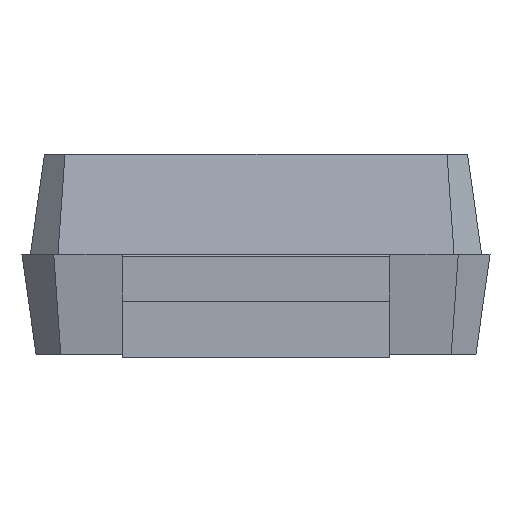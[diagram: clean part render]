
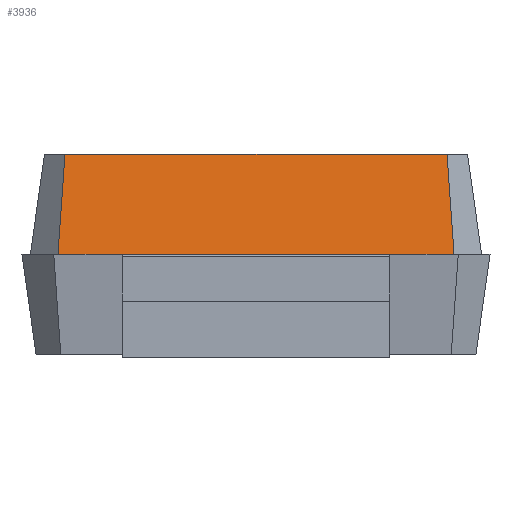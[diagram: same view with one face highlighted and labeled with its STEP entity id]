
A CAD part, left-side view. The second image highlights one B-rep face of the part: STEP entity #3936.
In plain terms, the highlighted free-form (B-spline) face has degree [1, 1] with [2, 2] control points.
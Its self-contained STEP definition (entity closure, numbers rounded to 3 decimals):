
#2330 = B_SPLINE_SURFACE_WITH_KNOTS('',1,1,(
    (#2331,#2332)
    ,(#2333,#2334
    )),.UNSPECIFIED.,.F.,.F.,.F.,(2,2),(2,2),(0.,1.21),(0.,1.),
  .PIECEWISE_BEZIER_KNOTS.);
#2331 = CARTESIAN_POINT('',(-1.,-0.605,0.311));
#2332 = CARTESIAN_POINT('',(-0.975,-0.593,0.311));
#2333 = CARTESIAN_POINT('',(-1.,0.605,0.311));
#2334 = CARTESIAN_POINT('',(-0.975,0.593,0.311));
#2494 = B_SPLINE_SURFACE_WITH_KNOTS('',1,1,(
    (#2495,#2496)
    ,(#2497,#2498
    )),.UNSPECIFIED.,.F.,.F.,.F.,(2,2),(2,2),(0.,1.21),(0.,1.),
  .PIECEWISE_BEZIER_KNOTS.);
#2495 = CARTESIAN_POINT('',(-1.,-0.605,0.311));
#2496 = CARTESIAN_POINT('',(-0.975,-0.593,0.311));
#2497 = CARTESIAN_POINT('',(-1.,0.605,0.311));
#2498 = CARTESIAN_POINT('',(-0.975,0.593,0.311));
#2819 = PLANE('',#2820);
#2820 = AXIS2_PLACEMENT_3D('',#2821,#2822,#2823);
#2821 = CARTESIAN_POINT('',(-0.933,-0.571,0.61));
#2822 = DIRECTION('',(0.,0.,-1.));
#2823 = DIRECTION('',(0.853,0.522,0.));
#2855 = VERTEX_POINT('',#2856);
#2856 = CARTESIAN_POINT('',(-0.975,-0.593,0.311));
#2878 = VERTEX_POINT('',#2879);
#2879 = CARTESIAN_POINT('',(-0.975,-0.4,0.311));
#2893 = PLANE('',#2894);
#2894 = AXIS2_PLACEMENT_3D('',#2895,#2896,#2897);
#2895 = CARTESIAN_POINT('',(-1.,-0.4,0.311));
#2896 = DIRECTION('',(0.,0.,-1.));
#2897 = DIRECTION('',(1.,0.,0.));
#2905 = EDGE_CURVE('',#2855,#2878,#2906,.T.);
#2906 = SURFACE_CURVE('',#2907,(#2911,#2917),.PCURVE_S1.);
#2907 = LINE('',#2908,#2909);
#2908 = CARTESIAN_POINT('',(-0.975,-0.593,0.311));
#2909 = VECTOR('',#2910,1.);
#2910 = DIRECTION('',(0.,1.,0.));
#2911 = PCURVE('',#2330,#2912);
#2912 = DEFINITIONAL_REPRESENTATION('',(#2913),#2916);
#2913 = B_SPLINE_CURVE_WITH_KNOTS('',1,(#2914,#2915),.UNSPECIFIED.,.F.,
  .F.,(2,2),(0.,1.185),.PIECEWISE_BEZIER_KNOTS.);
#2914 = CARTESIAN_POINT('',(0.,1.));
#2915 = CARTESIAN_POINT('',(1.21,1.));
#2916 = ( GEOMETRIC_REPRESENTATION_CONTEXT(2) 
PARAMETRIC_REPRESENTATION_CONTEXT() REPRESENTATION_CONTEXT('2D SPACE',''
  ) );
#2917 = PCURVE('',#2918,#2923);
#2918 = B_SPLINE_SURFACE_WITH_KNOTS('',1,1,(
    (#2919,#2920)
    ,(#2921,#2922
    )),.UNSPECIFIED.,.F.,.F.,.F.,(2,2),(2,2),(0.,1.185),(0.,1.),
  .PIECEWISE_BEZIER_KNOTS.);
#2919 = CARTESIAN_POINT('',(-0.975,-0.593,0.311));
#2920 = CARTESIAN_POINT('',(-0.933,-0.571,0.61));
#2921 = CARTESIAN_POINT('',(-0.975,0.593,0.311));
#2922 = CARTESIAN_POINT('',(-0.933,0.571,0.61));
#2923 = DEFINITIONAL_REPRESENTATION('',(#2924),#2928);
#2924 = LINE('',#2925,#2926);
#2925 = CARTESIAN_POINT('',(0.,0.));
#2926 = VECTOR('',#2927,1.);
#2927 = DIRECTION('',(1.,0.));
#2928 = ( GEOMETRIC_REPRESENTATION_CONTEXT(2) 
PARAMETRIC_REPRESENTATION_CONTEXT() REPRESENTATION_CONTEXT('2D SPACE',''
  ) );
#3384 = VERTEX_POINT('',#3385);
#3385 = CARTESIAN_POINT('',(-0.975,0.4,0.311));
#3408 = VERTEX_POINT('',#3409);
#3409 = CARTESIAN_POINT('',(-0.975,0.593,0.311));
#3429 = EDGE_CURVE('',#3384,#3408,#3430,.T.);
#3430 = SURFACE_CURVE('',#3431,(#3435,#3441),.PCURVE_S1.);
#3431 = LINE('',#3432,#3433);
#3432 = CARTESIAN_POINT('',(-0.975,-0.593,0.311));
#3433 = VECTOR('',#3434,1.);
#3434 = DIRECTION('',(0.,1.,0.));
#3435 = PCURVE('',#2494,#3436);
#3436 = DEFINITIONAL_REPRESENTATION('',(#3437),#3440);
#3437 = B_SPLINE_CURVE_WITH_KNOTS('',1,(#3438,#3439),.UNSPECIFIED.,.F.,
  .F.,(2,2),(0.,1.185),.PIECEWISE_BEZIER_KNOTS.);
#3438 = CARTESIAN_POINT('',(0.,1.));
#3439 = CARTESIAN_POINT('',(1.21,1.));
#3440 = ( GEOMETRIC_REPRESENTATION_CONTEXT(2) 
PARAMETRIC_REPRESENTATION_CONTEXT() REPRESENTATION_CONTEXT('2D SPACE',''
  ) );
#3441 = PCURVE('',#2918,#3442);
#3442 = DEFINITIONAL_REPRESENTATION('',(#3443),#3447);
#3443 = LINE('',#3444,#3445);
#3444 = CARTESIAN_POINT('',(0.,0.));
#3445 = VECTOR('',#3446,1.);
#3446 = DIRECTION('',(1.,0.));
#3447 = ( GEOMETRIC_REPRESENTATION_CONTEXT(2) 
PARAMETRIC_REPRESENTATION_CONTEXT() REPRESENTATION_CONTEXT('2D SPACE',''
  ) );
#3488 = B_SPLINE_SURFACE_WITH_KNOTS('',1,1,(
    (#3489,#3490)
    ,(#3491,#3492
    )),.UNSPECIFIED.,.F.,.F.,.F.,(2,2),(2,2),(0.,0.117),(0.,1.)
  ,.PIECEWISE_BEZIER_KNOTS.);
#3489 = CARTESIAN_POINT('',(-0.975,0.593,0.311));
#3490 = CARTESIAN_POINT('',(-0.933,0.571,0.61));
#3491 = CARTESIAN_POINT('',(-0.893,0.675,0.311));
#3492 = CARTESIAN_POINT('',(-0.871,0.633,0.61));
#3602 = B_SPLINE_SURFACE_WITH_KNOTS('',1,1,(
    (#3603,#3604)
    ,(#3605,#3606
    )),.UNSPECIFIED.,.F.,.F.,.F.,(2,2),(2,2),(0.,0.117),(0.,1.)
  ,.PIECEWISE_BEZIER_KNOTS.);
#3603 = CARTESIAN_POINT('',(-0.893,-0.675,0.311));
#3604 = CARTESIAN_POINT('',(-0.871,-0.633,0.61));
#3605 = CARTESIAN_POINT('',(-0.975,-0.593,0.311));
#3606 = CARTESIAN_POINT('',(-0.933,-0.571,0.61));
#3712 = EDGE_CURVE('',#3713,#3715,#3717,.T.);
#3713 = VERTEX_POINT('',#3714);
#3714 = CARTESIAN_POINT('',(-0.933,-0.571,0.61));
#3715 = VERTEX_POINT('',#3716);
#3716 = CARTESIAN_POINT('',(-0.933,0.571,0.61));
#3717 = SURFACE_CURVE('',#3718,(#3722,#3729),.PCURVE_S1.);
#3718 = LINE('',#3719,#3720);
#3719 = CARTESIAN_POINT('',(-0.933,-0.571,0.61));
#3720 = VECTOR('',#3721,1.);
#3721 = DIRECTION('',(0.,1.,0.));
#3722 = PCURVE('',#2819,#3723);
#3723 = DEFINITIONAL_REPRESENTATION('',(#3724),#3728);
#3724 = LINE('',#3725,#3726);
#3725 = CARTESIAN_POINT('',(0.,0.));
#3726 = VECTOR('',#3727,1.);
#3727 = DIRECTION('',(0.522,-0.853));
#3728 = ( GEOMETRIC_REPRESENTATION_CONTEXT(2) 
PARAMETRIC_REPRESENTATION_CONTEXT() REPRESENTATION_CONTEXT('2D SPACE',''
  ) );
#3729 = PCURVE('',#2918,#3730);
#3730 = DEFINITIONAL_REPRESENTATION('',(#3731),#3734);
#3731 = B_SPLINE_CURVE_WITH_KNOTS('',1,(#3732,#3733),.UNSPECIFIED.,.F.,
  .F.,(2,2),(0.,1.143),.PIECEWISE_BEZIER_KNOTS.);
#3732 = CARTESIAN_POINT('',(0.,1.));
#3733 = CARTESIAN_POINT('',(1.185,1.));
#3734 = ( GEOMETRIC_REPRESENTATION_CONTEXT(2) 
PARAMETRIC_REPRESENTATION_CONTEXT() REPRESENTATION_CONTEXT('2D SPACE',''
  ) );
#3936 = ADVANCED_FACE('',(#3937),#2918,.F.);
#3937 = FACE_BOUND('',#3938,.F.);
#3938 = EDGE_LOOP('',(#3939,#3940,#3961,#3962,#3982,#3983));
#3939 = ORIENTED_EDGE('',*,*,#2905,.T.);
#3940 = ORIENTED_EDGE('',*,*,#3941,.T.);
#3941 = EDGE_CURVE('',#2878,#3384,#3942,.T.);
#3942 = SURFACE_CURVE('',#3943,(#3947,#3954),.PCURVE_S1.);
#3943 = LINE('',#3944,#3945);
#3944 = CARTESIAN_POINT('',(-0.975,-0.593,0.311));
#3945 = VECTOR('',#3946,1.);
#3946 = DIRECTION('',(0.,1.,0.));
#3947 = PCURVE('',#2918,#3948);
#3948 = DEFINITIONAL_REPRESENTATION('',(#3949),#3953);
#3949 = LINE('',#3950,#3951);
#3950 = CARTESIAN_POINT('',(0.,0.));
#3951 = VECTOR('',#3952,1.);
#3952 = DIRECTION('',(1.,0.));
#3953 = ( GEOMETRIC_REPRESENTATION_CONTEXT(2) 
PARAMETRIC_REPRESENTATION_CONTEXT() REPRESENTATION_CONTEXT('2D SPACE',''
  ) );
#3954 = PCURVE('',#2893,#3955);
#3955 = DEFINITIONAL_REPRESENTATION('',(#3956),#3960);
#3956 = LINE('',#3957,#3958);
#3957 = CARTESIAN_POINT('',(0.025,0.193));
#3958 = VECTOR('',#3959,1.);
#3959 = DIRECTION('',(0.,-1.));
#3960 = ( GEOMETRIC_REPRESENTATION_CONTEXT(2) 
PARAMETRIC_REPRESENTATION_CONTEXT() REPRESENTATION_CONTEXT('2D SPACE',''
  ) );
#3961 = ORIENTED_EDGE('',*,*,#3429,.T.);
#3962 = ORIENTED_EDGE('',*,*,#3963,.T.);
#3963 = EDGE_CURVE('',#3408,#3715,#3964,.T.);
#3964 = SURFACE_CURVE('',#3965,(#3968,#3975),.PCURVE_S1.);
#3965 = B_SPLINE_CURVE_WITH_KNOTS('',1,(#3966,#3967),.UNSPECIFIED.,.F.,
  .F.,(2,2),(0.,1.),.PIECEWISE_BEZIER_KNOTS.);
#3966 = CARTESIAN_POINT('',(-0.975,0.593,0.311));
#3967 = CARTESIAN_POINT('',(-0.933,0.571,0.61));
#3968 = PCURVE('',#2918,#3969);
#3969 = DEFINITIONAL_REPRESENTATION('',(#3970),#3974);
#3970 = LINE('',#3971,#3972);
#3971 = CARTESIAN_POINT('',(1.185,0.));
#3972 = VECTOR('',#3973,1.);
#3973 = DIRECTION('',(0.,1.));
#3974 = ( GEOMETRIC_REPRESENTATION_CONTEXT(2) 
PARAMETRIC_REPRESENTATION_CONTEXT() REPRESENTATION_CONTEXT('2D SPACE',''
  ) );
#3975 = PCURVE('',#3488,#3976);
#3976 = DEFINITIONAL_REPRESENTATION('',(#3977),#3981);
#3977 = LINE('',#3978,#3979);
#3978 = CARTESIAN_POINT('',(0.,0.));
#3979 = VECTOR('',#3980,1.);
#3980 = DIRECTION('',(0.,1.));
#3981 = ( GEOMETRIC_REPRESENTATION_CONTEXT(2) 
PARAMETRIC_REPRESENTATION_CONTEXT() REPRESENTATION_CONTEXT('2D SPACE',''
  ) );
#3982 = ORIENTED_EDGE('',*,*,#3712,.F.);
#3983 = ORIENTED_EDGE('',*,*,#3984,.F.);
#3984 = EDGE_CURVE('',#2855,#3713,#3985,.T.);
#3985 = SURFACE_CURVE('',#3986,(#3989,#3996),.PCURVE_S1.);
#3986 = B_SPLINE_CURVE_WITH_KNOTS('',1,(#3987,#3988),.UNSPECIFIED.,.F.,
  .F.,(2,2),(0.,1.),.PIECEWISE_BEZIER_KNOTS.);
#3987 = CARTESIAN_POINT('',(-0.975,-0.593,0.311));
#3988 = CARTESIAN_POINT('',(-0.933,-0.571,0.61));
#3989 = PCURVE('',#2918,#3990);
#3990 = DEFINITIONAL_REPRESENTATION('',(#3991),#3995);
#3991 = LINE('',#3992,#3993);
#3992 = CARTESIAN_POINT('',(0.,0.));
#3993 = VECTOR('',#3994,1.);
#3994 = DIRECTION('',(0.,1.));
#3995 = ( GEOMETRIC_REPRESENTATION_CONTEXT(2) 
PARAMETRIC_REPRESENTATION_CONTEXT() REPRESENTATION_CONTEXT('2D SPACE',''
  ) );
#3996 = PCURVE('',#3602,#3997);
#3997 = DEFINITIONAL_REPRESENTATION('',(#3998),#4002);
#3998 = LINE('',#3999,#4000);
#3999 = CARTESIAN_POINT('',(0.117,0.));
#4000 = VECTOR('',#4001,1.);
#4001 = DIRECTION('',(0.,1.));
#4002 = ( GEOMETRIC_REPRESENTATION_CONTEXT(2) 
PARAMETRIC_REPRESENTATION_CONTEXT() REPRESENTATION_CONTEXT('2D SPACE',''
  ) );
